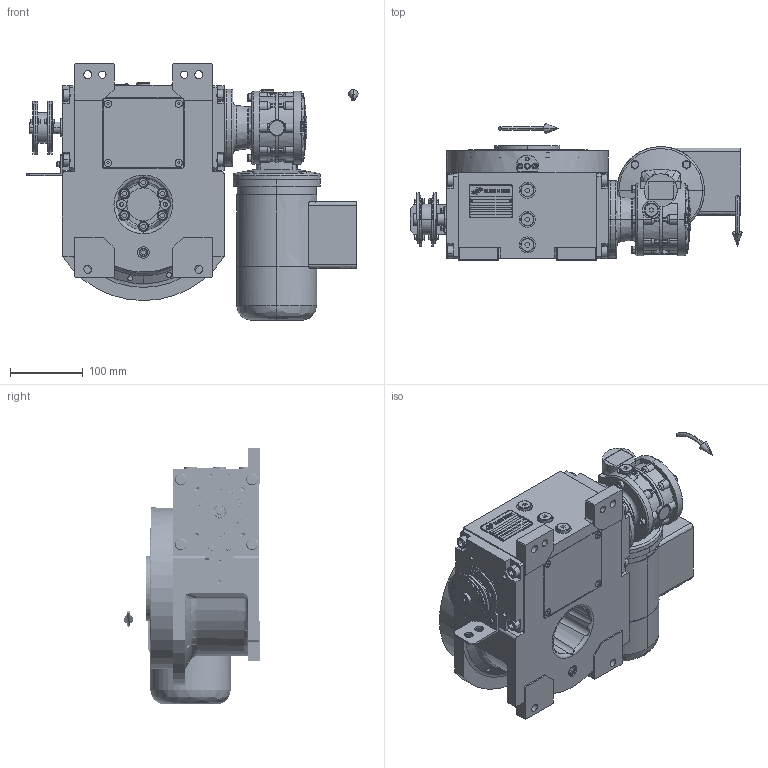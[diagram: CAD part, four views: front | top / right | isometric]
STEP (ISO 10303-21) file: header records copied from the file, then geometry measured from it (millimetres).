
FILE_DESCRIPTION (( 'STEP AP203' ), '1' );
FILE_NAME ('PC5201686.step', '2025-11-21T11:19:53', ( '' ), ( '' ), 'SwSTEP 2.0', 'SolidWorks 2020', '' );
FILE_SCHEMA (( 'CONFIG_CONTROL_DESIGN' ));
Length unit declared in the file: millimetre
Products named in the file (88): olio_agip_blasia_150; cfn2115_02_165; cfn2107_01_001; cfn2128_04_004; RIG06_021_AF0^RIG06_005_ASM_rig06_071_06_m_asm(2)_rig06_071_06_m_asm.stp; cfn2000_01_126; freccia_angolare; CFN2000_01_185^RIG06_005_ASM_rig06_071_06_m_asm(2)_rig06_071_06_m_asm.stp; RIG06_005_ASM^rig06_071_06_m_asm(2)_rig06_071_06_m_asm.stp; cfn2000_01_124; rig06_071_06_m_asm.stp; CFN2356_03_047^rig06_071_06_m_asm(2)_rig06_071_06_m_asm.stp; cfn2000_01_103; AS_rig06_016; AS_900_38_10_028; cfn2128_19_002; cfn2055_01_002; cfn2155_01_303; AS_900_38_30_003; cfn2155_01_056; AS_rig06_071_6_m; RMI40_F1_DX_56B5; 900_00_00_005; rig06_015; cfn2000_01_184; cfn2205_01_013; cfn2000_01_161; CFN2223_01-570X6-B^rig06_071_06_m_asm(2)_rig06_071_06_m_asm.stp; cfn2073_01_012; cfn2115_02_178; MA56B5; rig06_007_master; rig06_001_a_s_027; cfn2151_01_090; 900_38_10_028; rig06_005_n_01; AS_cfn2476_01_002_60x46; AS_rig06_004_s_001; cfn2151_01_290; cfn2003_01_054 ...
Assembly tree (83 placements, depth 5):
  olio_agip_blasia_150
  cfn2115_02_165
  CFN2356_03_047^rig06_071_06_m_asm(2)_rig06_071_06_m_asm.stp
  cfn2205_01_013
  CFN2223_01-570X6-B^rig06_071_06_m_asm(2)_rig06_071_06_m_asm.stp
Bounding box: 455.5 x 187 x 352 mm (x, y, z)
Volume: 5307275.3 mm3; surface area: 1083213 mm2
Topology: 72 solids, 72 shells, 3688 faces, 9260 edges, 5903 vertices
Faces by surface type: plane 1695, cylinder 1218, cone 544, torus 140, bspline 85, sphere 6
Entity records: 131285 total; most frequent: CARTESIAN_POINT 36768, DIRECTION 17880, ORIENTED_EDGE 17636, EDGE_CURVE 8818, AXIS2_PLACEMENT_3D 6541, VERTEX_POINT 5686, LINE 4798, VECTOR 4798
